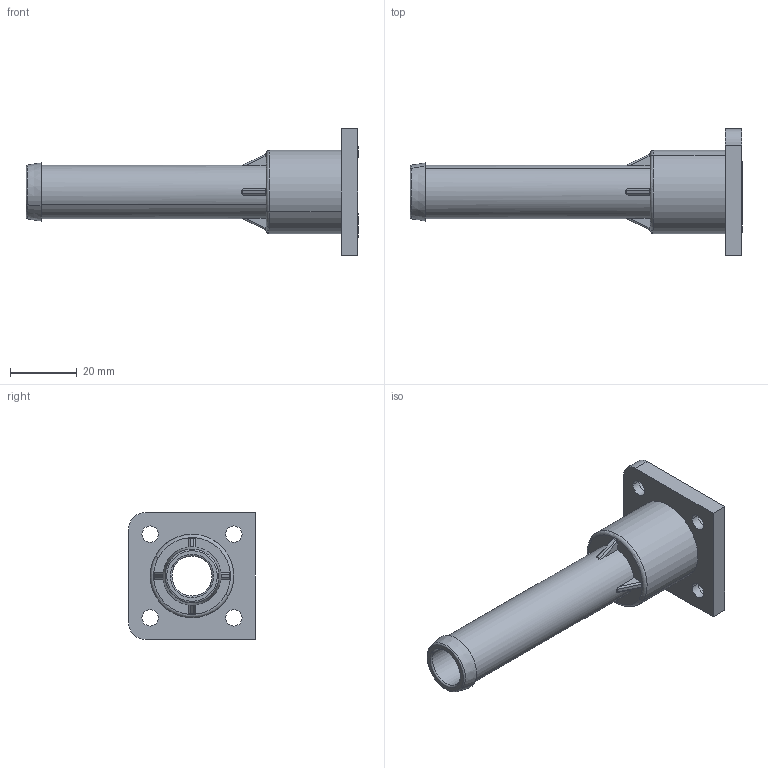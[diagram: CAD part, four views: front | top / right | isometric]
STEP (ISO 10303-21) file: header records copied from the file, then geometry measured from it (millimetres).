
FILE_DESCRIPTION(('CATIA V5 STEP Exchange'),'2;1');
FILE_NAME('Vanne_regulatrice_2.stp','2022-06-23T13:20:43+00:00',('none'),('none'),'CATIA Version 5 Release 20 GA (IN-10)','CATIA V5 STEP AP203','none');
FILE_SCHEMA(('CONFIG_CONTROL_DESIGN'));
Length unit declared in the file: millimetre
Products named in the file (1): Vanne_regulatrice
Bounding box: 99.5 x 38 x 38 mm (x, y, z)
Volume: 13984.9 mm3; surface area: 13834.3 mm2
Topology: 1 solids, 1 shells, 110 faces, 282 edges, 180 vertices
Faces by surface type: cylinder 48, plane 28, bspline 24, torus 6, cone 4
Entity records: 4197 total; most frequent: CARTESIAN_POINT 1770, ORIENTED_EDGE 564, DIRECTION 342, EDGE_CURVE 282, AXIS2_PLACEMENT_3D 187, VERTEX_POINT 180, EDGE_LOOP 126, CIRCLE 118
